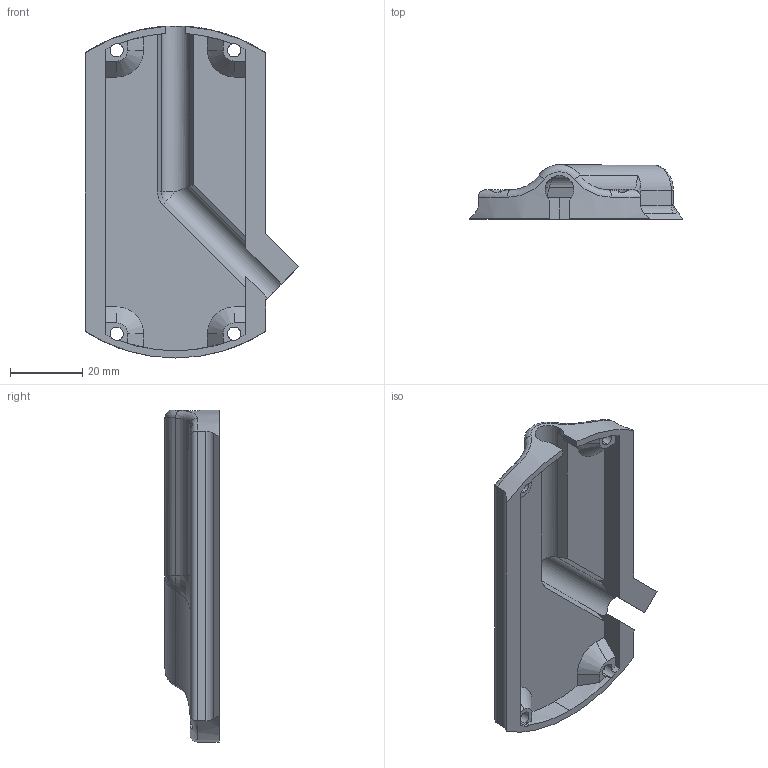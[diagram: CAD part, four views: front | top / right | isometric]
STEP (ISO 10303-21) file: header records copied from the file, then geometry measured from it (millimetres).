
FILE_DESCRIPTION (( 'STEP AP214' ), '1' );
FILE_NAME ('綴裔盄羞.STEP', '2024-08-06T13:19:49', ( '' ), ( '' ), 'SwSTEP 2.0', 'SolidWorks 2021', '' );
FILE_SCHEMA (( 'AUTOMOTIVE_DESIGN' ));
Length unit declared in the file: millimetre
Products named in the file (1): 綴裔盄羞
Bounding box: 59.17 x 15 x 92 mm (x, y, z)
Volume: 16713.8 mm3; surface area: 13315.5 mm2
Topology: 1 solids, 1 shells, 112 faces, 322 edges, 207 vertices
Faces by surface type: cylinder 46, plane 45, bspline 8, torus 6, cone 5, sphere 2
Entity records: 4331 total; most frequent: CARTESIAN_POINT 1440, ORIENTED_EDGE 642, DIRECTION 579, EDGE_CURVE 321, AXIS2_PLACEMENT_3D 218, VERTEX_POINT 207, LINE 143, VECTOR 143
